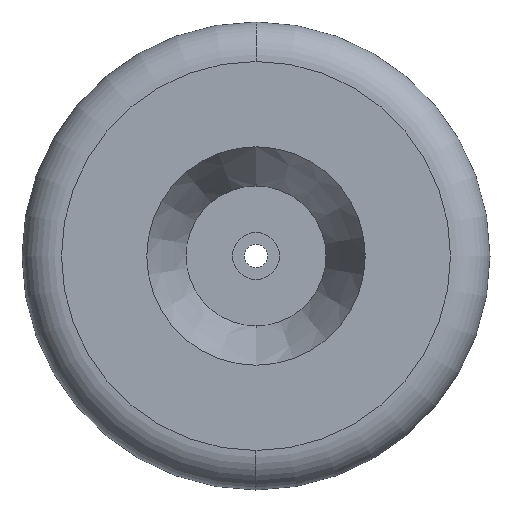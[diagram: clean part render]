
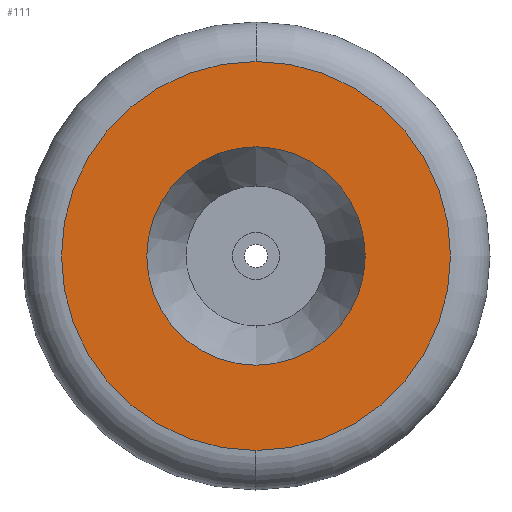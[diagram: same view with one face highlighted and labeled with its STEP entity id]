
A CAD part, left-side view. The second image highlights one B-rep face of the part: STEP entity #111.
In plain terms, the highlighted planar face has unit normal (-1, 0, 0).
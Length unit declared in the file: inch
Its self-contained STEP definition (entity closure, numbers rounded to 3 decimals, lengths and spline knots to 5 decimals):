
#33 = AXIS2_PLACEMENT_3D ( 'NONE', #304, #509, #141 ) ;
#37 = ORIENTED_EDGE ( 'NONE', *, *, #407, .F. ) ;
#48 = DIRECTION ( 'NONE',  ( 0., 0., 1. ) ) ;
#54 = CARTESIAN_POINT ( 'NONE',  ( -3., 0., 6.23516 ) ) ;
#68 = EDGE_LOOP ( 'NONE', ( #540, #37 ) ) ;
#84 = DIRECTION ( 'NONE',  ( 0., 0., 1. ) ) ;
#111 = ADVANCED_FACE ( 'NONE', ( #222, #618 ), #395, .F. ) ;
#141 = DIRECTION ( 'NONE',  ( 0., 0., 1. ) ) ;
#188 = DIRECTION ( 'NONE',  ( 0., 0., -1. ) ) ;
#195 = CIRCLE ( 'NONE', #663, 3.5 ) ;
#218 = EDGE_CURVE ( 'NONE', #417, #306, #318, .T. ) ;
#222 = FACE_BOUND ( 'NONE', #68, .T. ) ;
#229 = ORIENTED_EDGE ( 'NONE', *, *, #556, .T. ) ;
#232 = DIRECTION ( 'NONE',  ( 0., 0., 1. ) ) ;
#251 = DIRECTION ( 'NONE',  ( -1., 0., 0. ) ) ;
#273 = VERTEX_POINT ( 'NONE', #629 ) ;
#276 = AXIS2_PLACEMENT_3D ( 'NONE', #554, #504, #188 ) ;
#290 = CIRCLE ( 'NONE', #658, 3.5 ) ;
#304 = CARTESIAN_POINT ( 'NONE',  ( -3., 0., 0. ) ) ;
#306 = VERTEX_POINT ( 'NONE', #54 ) ;
#318 = CIRCLE ( 'NONE', #33, 6.23516 ) ;
#326 = EDGE_CURVE ( 'NONE', #273, #521, #195, .T. ) ;
#361 = CARTESIAN_POINT ( 'NONE',  ( -3., 0., 0. ) ) ;
#395 = PLANE ( 'NONE',  #276 ) ;
#407 = EDGE_CURVE ( 'NONE', #521, #273, #290, .T. ) ;
#417 = VERTEX_POINT ( 'NONE', #505 ) ;
#421 = ORIENTED_EDGE ( 'NONE', *, *, #218, .T. ) ;
#491 = CARTESIAN_POINT ( 'NONE',  ( -3., 0., 0. ) ) ;
#498 = CARTESIAN_POINT ( 'NONE',  ( -3., 0., -3.5 ) ) ;
#504 = DIRECTION ( 'NONE',  ( 1., 0., 0. ) ) ;
#505 = CARTESIAN_POINT ( 'NONE',  ( -3., 0., -6.23516 ) ) ;
#509 = DIRECTION ( 'NONE',  ( -1., 0., 0. ) ) ;
#521 = VERTEX_POINT ( 'NONE', #498 ) ;
#522 = EDGE_LOOP ( 'NONE', ( #229, #421 ) ) ;
#540 = ORIENTED_EDGE ( 'NONE', *, *, #326, .F. ) ;
#554 = CARTESIAN_POINT ( 'NONE',  ( -3., 3.5, 0. ) ) ;
#556 = EDGE_CURVE ( 'NONE', #306, #417, #605, .T. ) ;
#570 = DIRECTION ( 'NONE',  ( -1., 0., 0. ) ) ;
#578 = AXIS2_PLACEMENT_3D ( 'NONE', #491, #651, #232 ) ;
#605 = CIRCLE ( 'NONE', #578, 6.23516 ) ;
#618 = FACE_OUTER_BOUND ( 'NONE', #522, .T. ) ;
#629 = CARTESIAN_POINT ( 'NONE',  ( -3., 0., 3.5 ) ) ;
#651 = DIRECTION ( 'NONE',  ( -1., 0., 0. ) ) ;
#658 = AXIS2_PLACEMENT_3D ( 'NONE', #672, #251, #84 ) ;
#663 = AXIS2_PLACEMENT_3D ( 'NONE', #361, #570, #48 ) ;
#672 = CARTESIAN_POINT ( 'NONE',  ( -3., 0., 0. ) ) ;
